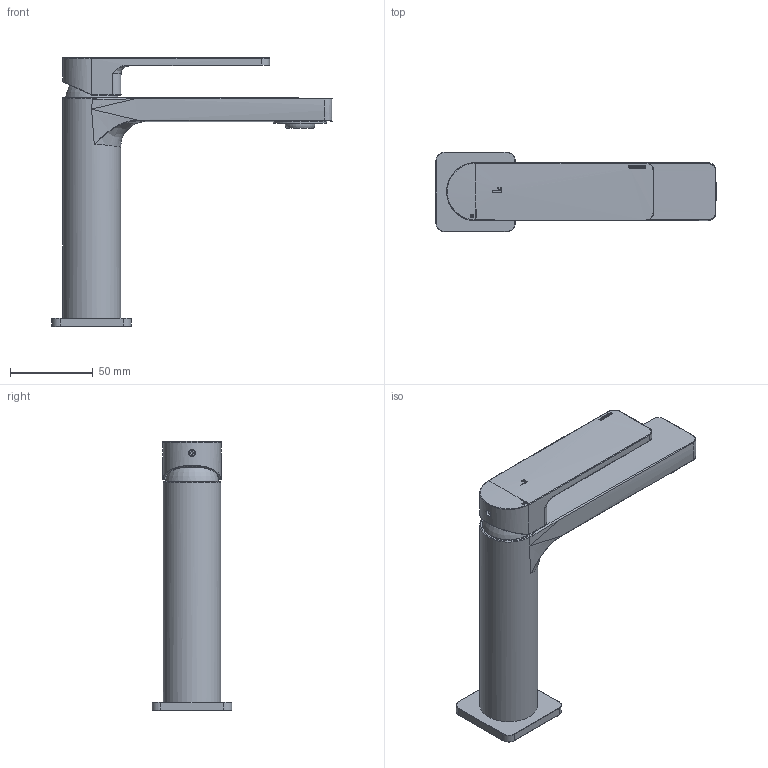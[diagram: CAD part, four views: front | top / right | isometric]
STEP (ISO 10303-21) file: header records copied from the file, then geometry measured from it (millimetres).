
FILE_DESCRIPTION(/* description */ ('Unknown'),/* implementation_level */ '2;1');
FILE_NAME(/* name */ 'GL003-00',/* time_stamp */ '2021-04-06T08:20:18+02:00',/* author */ ('Unknown'),/* organization */ ('Unknown'),/* preprocessor_version */ 'ST-DEVELOPER v16.7',/* originating_system */ 'DEX',/* authorisation */ $);
FILE_SCHEMA (('AUTOMOTIVE_DESIGN {1 0 10303 214 3 1 1}'));
Length unit declared in the file: millimetre
Products named in the file (13): GL003-00; GL003-02; GL003-05; GL003-09; GL003-002; BR003-003-1; BR003-003-2; BR003-003-3; BR003-003-4; GL003-06; GL003-03; GL003-04; GL003-01
Assembly tree (12 placements, depth 3):
  GL003-00
    GL003-02
    GL003-05
    GL003-09
    GL003-002
      BR003-003-1
      BR003-003-2
      BR003-003-3
      BR003-003-4
    GL003-06
    GL003-03
    GL003-04
    GL003-01
Bounding box: 169.45 x 48 x 162.8 mm (x, y, z)
Volume: 110419.4 mm3; surface area: 79789 mm2
Topology: 11 solids, 11 shells, 886 faces, 2151 edges, 1275 vertices
Faces by surface type: bspline 258, plane 223, cylinder 216, torus 96, cone 61, sphere 32
Full cylindrical faces by diameter (mm): 3.242 x1, 4 x4, 4.2 x1, 4.917 x2, 5.5 x2, 6 x2, 6.917 x4, 9 x2, 12 x2, 15.8 x1, 16 x2, 18 x1, 18.4 x1, 21.8 x1, 22 x1, 22.5 x1, 22.7 x1, 22.917 x2, 24 x1, 24.2 x1, 24.5 x1, 24.917 x2, 25.2 x1, 26.8 x1, 26.917 x1, 27.4 x1, 27.917 x2, 28 x1, 28.5 x1, 29.7 x1
Entity records: 36468 total; most frequent: CARTESIAN_POINT 12248, ORIENTED_EDGE 3918, DIRECTION 3430, EDGE_CURVE 1959, AXIS2_PLACEMENT_3D 1431, VERTEX_POINT 1229, FACE_BOUND 1044, EDGE_LOOP 1039
